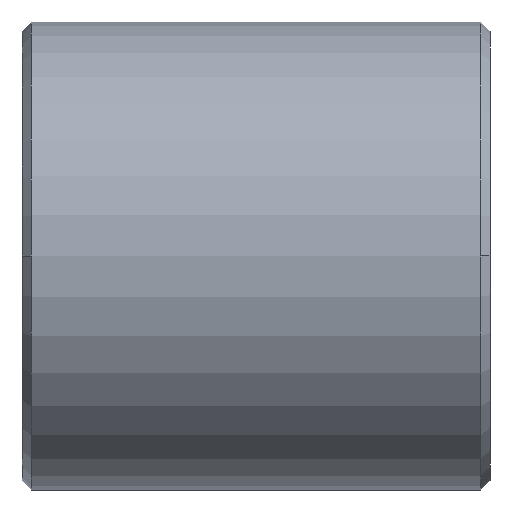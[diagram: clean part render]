
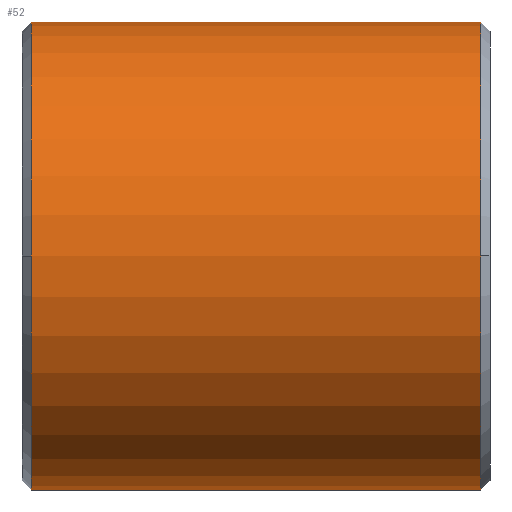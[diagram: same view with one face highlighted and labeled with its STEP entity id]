
A CAD part, front view. The second image highlights one B-rep face of the part: STEP entity #52.
In plain terms, the highlighted cylindrical face has radius 12.5 mm (diameter 25 mm), a partial arc.
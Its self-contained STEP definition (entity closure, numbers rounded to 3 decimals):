
#52=ADVANCED_FACE('',(#114),#115,.T.);
#114=FACE_OUTER_BOUND('',#185,.T.);
#115=CYLINDRICAL_SURFACE('',#186,12.5);
#185=EDGE_LOOP('',(#270,#271,#272,#273,#274,#275));
#186=AXIS2_PLACEMENT_3D('',#276,#277,#278);
#270=ORIENTED_EDGE('',*,*,#424,.T.);
#271=ORIENTED_EDGE('',*,*,#425,.T.);
#272=ORIENTED_EDGE('',*,*,#421,.T.);
#273=ORIENTED_EDGE('',*,*,#426,.T.);
#274=ORIENTED_EDGE('',*,*,#427,.T.);
#275=ORIENTED_EDGE('',*,*,#428,.T.);
#276=CARTESIAN_POINT('',(12.5,0.0,0.0));
#277=DIRECTION('',(1.0,0.0,0.0));
#278=DIRECTION('',(0.0,0.0,-1.0));
#421=EDGE_CURVE('',#497,#495,#498,.T.);
#424=EDGE_CURVE('',#501,#502,#503,.T.);
#425=EDGE_CURVE('',#502,#497,#504,.T.);
#426=EDGE_CURVE('',#495,#505,#506,.T.);
#427=EDGE_CURVE('',#505,#507,#508,.T.);
#428=EDGE_CURVE('',#507,#501,#509,.T.);
#495=VERTEX_POINT('',#590);
#497=VERTEX_POINT('',#592);
#498=CIRCLE('',#593,12.5);
#501=VERTEX_POINT('',#597);
#502=VERTEX_POINT('',#598);
#503=LINE('',#599,#600);
#504=CIRCLE('',#601,12.5);
#505=VERTEX_POINT('',#602);
#506=LINE('',#603,#604);
#507=VERTEX_POINT('',#605);
#508=CIRCLE('',#606,12.5);
#509=CIRCLE('',#607,12.5);
#590=CARTESIAN_POINT('',(24.5,0.,12.5));
#592=CARTESIAN_POINT('',(24.5,-12.5,0.));
#593=AXIS2_PLACEMENT_3D('',#697,#698,#699);
#597=CARTESIAN_POINT('',(0.5,0.,-12.5));
#598=CARTESIAN_POINT('',(24.5,0.,-12.5));
#599=CARTESIAN_POINT('',(12.5,0.,-12.5));
#600=VECTOR('',#701,1.0);
#601=AXIS2_PLACEMENT_3D('',#702,#703,#704);
#602=CARTESIAN_POINT('',(0.5,0.,12.5));
#603=CARTESIAN_POINT('',(12.5,0.,12.5));
#604=VECTOR('',#705,1.0);
#605=CARTESIAN_POINT('',(0.5,-12.5,0.));
#606=AXIS2_PLACEMENT_3D('',#706,#707,#708);
#607=AXIS2_PLACEMENT_3D('',#709,#710,#711);
#697=CARTESIAN_POINT('',(24.5,0.0,0.0));
#698=DIRECTION('',(-1.0,0.0,0.));
#699=DIRECTION('',(0.,0.0,-1.0));
#701=DIRECTION('',(1.0,0.0,0.0));
#702=CARTESIAN_POINT('',(24.5,0.0,0.0));
#703=DIRECTION('',(-1.0,0.0,0.));
#704=DIRECTION('',(0.,0.0,-1.0));
#705=DIRECTION('',(-1.0,-0.0,-0.0));
#706=CARTESIAN_POINT('',(0.5,0.0,0.0));
#707=DIRECTION('',(1.0,0.0,0.));
#708=DIRECTION('',(0.,0.0,-1.0));
#709=CARTESIAN_POINT('',(0.5,0.0,0.0));
#710=DIRECTION('',(1.0,0.0,0.));
#711=DIRECTION('',(0.,0.0,-1.0));
